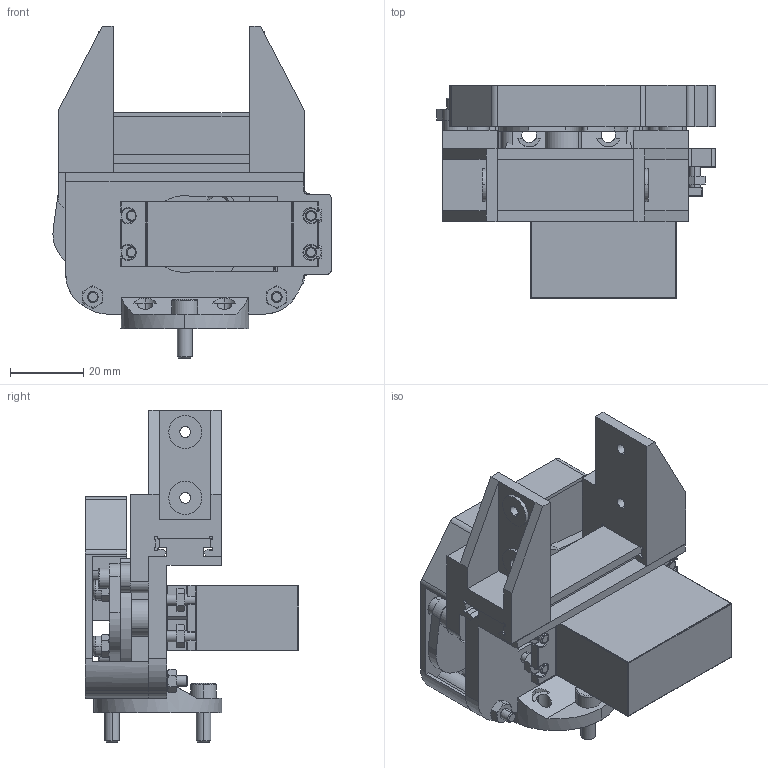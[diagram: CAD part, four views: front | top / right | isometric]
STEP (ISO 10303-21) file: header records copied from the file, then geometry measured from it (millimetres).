
FILE_DESCRIPTION (( 'STEP AP214' ), '1' );
FILE_NAME ('linear gripper 40mm stroke.STEP', '2022-05-16T17:19:12', ( '' ), ( '' ), 'SwSTEP 2.0', 'SolidWorks 2021', '' );
FILE_SCHEMA (( 'AUTOMOTIVE_DESIGN' ));
Length unit declared in the file: millimetre
Products named in the file (14): socket head cap screw 4762_din_EN ISO 4762 M3 x 25 - 18N; socket head cap screw 4762_din_EN ISO 4762 M4 x 12 - 12N; flange adaptor; grip arm_right; lever; socket csink head cap screw 10642_din_EN ISO 10642 - M3 x 10 - 10N; socket head cap screw 4762_din_EN ISO 4762 M3 x 10 - 10N; Servo Horn; prevailing torque nut style 1 insert_din_DIN EN ISO 7040 - M3 - N; gripper cover; Tower Pro MG996R; linear gripper 40mm stroke; grip arm; hex nut style 1 gradeab_din_Hexagon Nut ISO 4032 - M3 - D - N
Assembly tree (29 placements, depth 2):
  linear gripper 40mm stroke
    flange adaptor
    grip arm
    Servo Horn
    lever  x2
    grip arm_right
    gripper cover
    Tower Pro MG996R
    socket head cap screw 4762_din_EN ISO 4762 M3 x 10 - 10N  x6
    socket head cap screw 4762_din_EN ISO 4762 M4 x 12 - 12N  x2
    hex nut style 1 gradeab_din_Hexagon Nut ISO 4032 - M3 - D - N  x6
    socket head cap screw 4762_din_EN ISO 4762 M3 x 25 - 18N  x2
    socket csink head cap screw 10642_din_EN ISO 10642 - M3 x 10 - 10N  x3
    prevailing torque nut style 1 insert_din_DIN EN ISO 7040 - M3 - N  x2
Bounding box: 76.04 x 58.3 x 90.75 mm (x, y, z)
Volume: 79167.8 mm3; surface area: 46838.6 mm2
Topology: 30 solids, 30 shells, 1429 faces, 3500 edges, 2129 vertices
Faces by surface type: plane 677, cylinder 406, cone 198, torus 72, sphere 64, bspline 12
Entity records: 31290 total; most frequent: CARTESIAN_POINT 6145, DIRECTION 5209, ORIENTED_EDGE 5090, EDGE_CURVE 2545, AXIS2_PLACEMENT_3D 1814, VERTEX_POINT 1592, VECTOR 1581, LINE 1581
